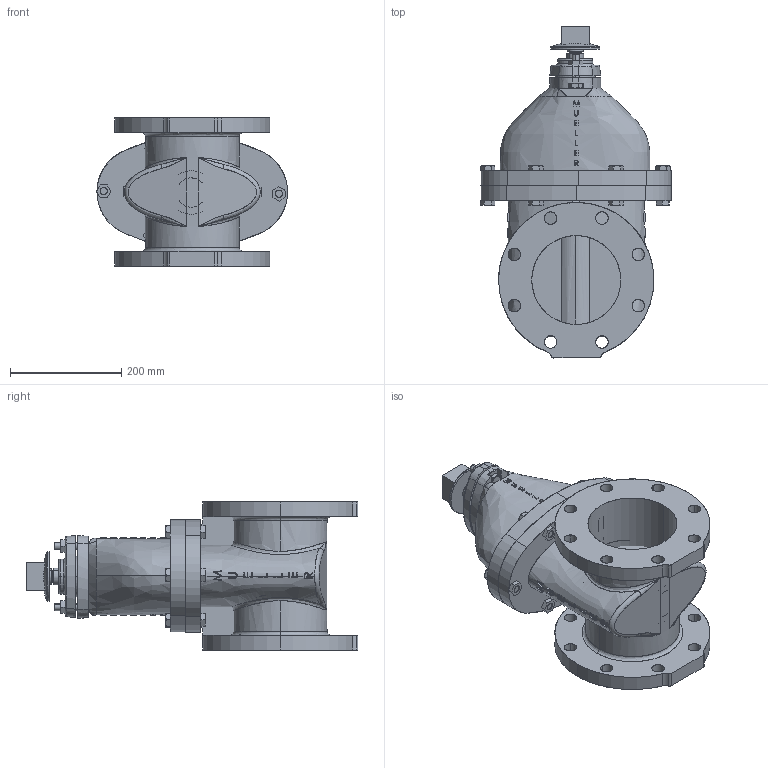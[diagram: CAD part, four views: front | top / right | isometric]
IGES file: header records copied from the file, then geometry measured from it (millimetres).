
Start section: SolidWorks IGES file using analytic representation for surfaces
Global section: file name: A-2360-6_06_N.IGS; native system: SolidWorks 2013; preprocessor: SolidWorks 2013; author: CAD M1; date: 140220.165028; units: millimetre
Bounding box: 343.86 x 597.08 x 266.7 mm (x, y, z)
Surface area: 1381426.6 mm2 (no closed solid volume)
Topology: 0 solids, 0 shells, 1034 faces, 20607 edges, 20603 vertices
Faces by surface type: bspline 741, revolution 293
